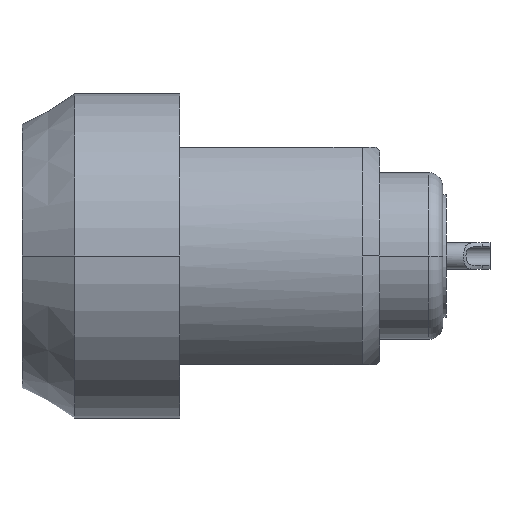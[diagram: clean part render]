
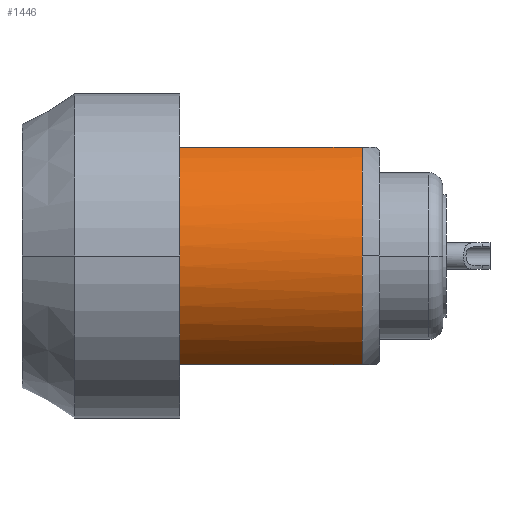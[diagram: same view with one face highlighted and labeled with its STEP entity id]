
A CAD part, front view. The second image highlights one B-rep face of the part: STEP entity #1446.
In plain terms, the highlighted cylindrical face has radius 7 mm (diameter 14 mm), a partial arc.
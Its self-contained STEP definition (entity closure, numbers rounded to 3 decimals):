
#239=CARTESIAN_POINT('',(0.,0.,0.));
#240=DIRECTION('',(-1.,0.,0.));
#241=DIRECTION('',(0.,-1.,0.));
#242=AXIS2_PLACEMENT_3D('',#239,#240,#241);
#244=CARTESIAN_POINT('',(0.,0.,0.));
#245=DIRECTION('',(-1.,0.,0.));
#246=DIRECTION('',(0.,-0.464,-0.886));
#247=AXIS2_PLACEMENT_3D('',#244,#245,#246);
#249=DIRECTION('',(1.,0.,0.));
#250=VECTOR('',#249,10.4);
#251=CARTESIAN_POINT('',(-10.4,-3.25,-6.2));
#252=LINE('',#251,#250);
#253=CARTESIAN_POINT('',(-10.4,0.,0.));
#254=DIRECTION('',(-1.,0.,0.));
#255=DIRECTION('',(0.,-0.464,-0.886));
#256=AXIS2_PLACEMENT_3D('',#253,#254,#255);
#258=DIRECTION('',(1.,0.,0.));
#259=VECTOR('',#258,10.4);
#260=CARTESIAN_POINT('',(-10.4,-3.25,6.2));
#261=LINE('',#260,#259);
#950=CARTESIAN_POINT('',(0.,-7.,
0.));
#951=VERTEX_POINT('',#950);
#966=CARTESIAN_POINT('',(-10.4,-3.25,6.2));
#967=CARTESIAN_POINT('',(0.,-3.25,6.2));
#968=VERTEX_POINT('',#966);
#969=VERTEX_POINT('',#967);
#970=CARTESIAN_POINT('',(-10.4,-3.25,-6.2));
#971=CARTESIAN_POINT('',(0.,-3.25,-6.2));
#972=VERTEX_POINT('',#970);
#973=VERTEX_POINT('',#971);
#1431=CARTESIAN_POINT('',(-20.6,0.,0.));
#1432=DIRECTION('',(1.,0.,0.));
#1433=DIRECTION('',(0.,-1.,0.));
#1434=AXIS2_PLACEMENT_3D('',#1431,#1432,#1433);
#1435=CYLINDRICAL_SURFACE('',#1434,7.);
#1437=ORIENTED_EDGE('',*,*,#1436,.F.);
#1438=ORIENTED_EDGE('',*,*,#1367,.F.);
#1439=ORIENTED_EDGE('',*,*,#1391,.F.);
#1441=ORIENTED_EDGE('',*,*,#1440,.T.);
#1443=ORIENTED_EDGE('',*,*,#1442,.T.);
#1444=EDGE_LOOP('',(#1437,#1438,#1439,#1441,#1443));
#1445=FACE_OUTER_BOUND('',#1444,.F.);
#243=CIRCLE('',#242,7.);
#248=CIRCLE('',#247,7.);
#257=CIRCLE('',#256,7.);
#1367=EDGE_CURVE('',#973,#951,#248,.T.);
#1391=EDGE_CURVE('',#972,#973,#252,.T.);
#1436=EDGE_CURVE('',#951,#969,#243,.T.);
#1440=EDGE_CURVE('',#972,#968,#257,.T.);
#1442=EDGE_CURVE('',#968,#969,#261,.T.);
#1446=ADVANCED_FACE('',(#1445),#1435,.T.);
